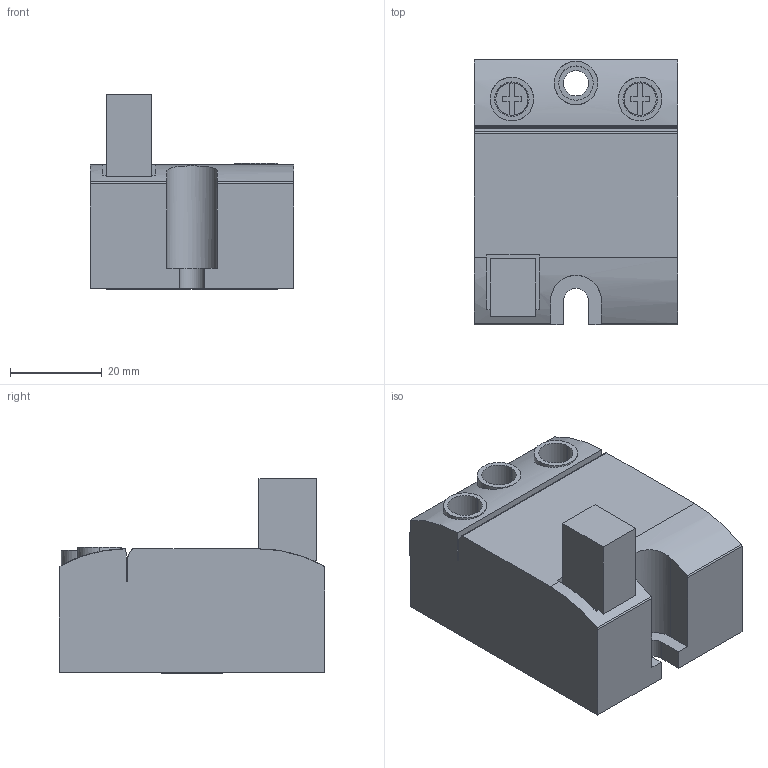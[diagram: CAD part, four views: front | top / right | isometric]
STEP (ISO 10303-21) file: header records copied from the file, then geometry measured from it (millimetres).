
FILE_DESCRIPTION (( 'STEP AP203' ), '1' );
FILE_NAME ('GQ-50-24-A-1-3.step', '2024-04-04T11:50:11', ( '' ), ( '' ), 'SwSTEP 2.0', 'SolidWorks 2023', '' );
FILE_SCHEMA (( 'CONFIG_CONTROL_DESIGN' ));
Length unit declared in the file: inch
Products named in the file (1): GQ-50-24-A-1-3
Bounding box: 44.5 x 58 x 42.5 mm (x, y, z)
Volume: 64409.1 mm3; surface area: 14066.4 mm2
Topology: 1 solids, 1 shells, 122 faces, 324 edges, 216 vertices
Faces by surface type: plane 87, cylinder 35
Entity records: 4106 total; most frequent: CARTESIAN_POINT 915, ORIENTED_EDGE 648, DIRECTION 640, EDGE_CURVE 324, VECTOR 240, LINE 240, VERTEX_POINT 216, AXIS2_PLACEMENT_3D 200
